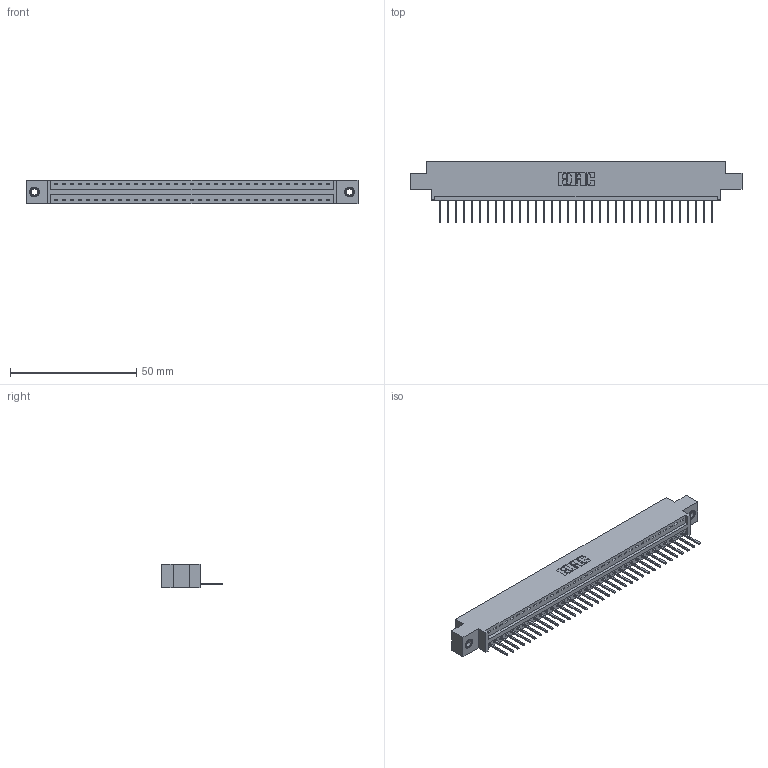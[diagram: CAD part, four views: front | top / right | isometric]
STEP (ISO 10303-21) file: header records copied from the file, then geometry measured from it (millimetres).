
FILE_DESCRIPTION (( 'STEP AP203' ), '1' );
FILE_NAME ('346-035-526-607.STEP', '2022-05-06T23:09:35', ( '' ), ( '' ), 'SwSTEP 2.0', 'SolidWorks 2020', '' );
FILE_SCHEMA (( 'CONFIG_CONTROL_DESIGN' ));
Length unit declared in the file: inch
Products named in the file (4): 345-292-001_345-293-126; 345-250-001_345-250-005-103; 346-035-526-607; 346 Part_0.170 Offset - 0.156 Dia-TI
Assembly tree (38 placements, depth 2):
  346-035-526-607
    346 Part_0.170 Offset - 0.156 Dia-TI
    345-292-001_345-293-126  x35
    345-250-001_345-250-005-103  x2
Bounding box: 131.7 x 24.13 x 9.4 mm (x, y, z)
Volume: 12362.3 mm3; surface area: 15536.6 mm2
Topology: 38 solids, 38 shells, 2216 faces, 6637 edges, 4370 vertices
Faces by surface type: plane 1512, cylinder 688, cone 12, torus 4
Entity records: 24000 total; most frequent: CARTESIAN_POINT 4100, ORIENTED_EDGE 4062, DIRECTION 3651, EDGE_CURVE 2031, VECTOR 1739, LINE 1739, VERTEX_POINT 1348, AXIS2_PLACEMENT_3D 956
